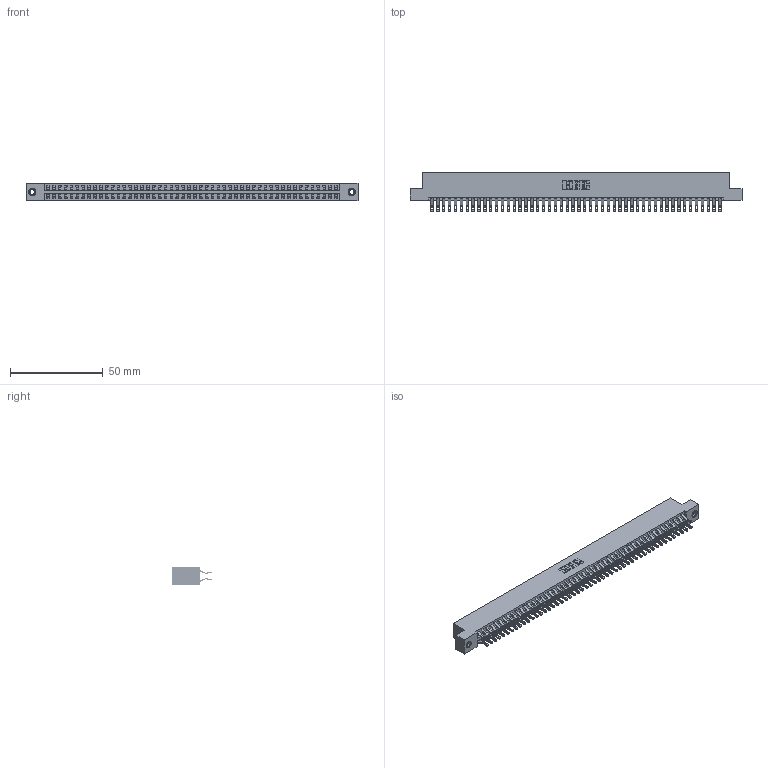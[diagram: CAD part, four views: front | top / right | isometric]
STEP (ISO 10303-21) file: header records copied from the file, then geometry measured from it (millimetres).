
FILE_DESCRIPTION (( 'STEP AP203' ), '1' );
FILE_NAME ('346-100-555-207.STEP', '2022-05-26T20:58:04', ( '' ), ( '' ), 'SwSTEP 2.0', 'SolidWorks 2020', '' );
FILE_SCHEMA (( 'CONFIG_CONTROL_DESIGN' ));
Length unit declared in the file: inch
Products named in the file (4): 345-250-001_345-250-005-103; 346 Part_Flush Mounting Lugs - 0.156 Dia-TI; 345-292-001_555 Tail; 346-100-555-207
Assembly tree (103 placements, depth 2):
  346-100-555-207
    346 Part_Flush Mounting Lugs - 0.156 Dia-TI
    345-292-001_555 Tail  x100
    345-250-001_345-250-005-103  x2
Bounding box: 179.32 x 21.46 x 9.4 mm (x, y, z)
Volume: 17825 mm3; surface area: 25695.1 mm2
Topology: 103 solids, 103 shells, 5982 faces, 18765 edges, 12502 vertices
Faces by surface type: plane 3408, cylinder 2558, cone 12, torus 4
Entity records: 33066 total; most frequent: CARTESIAN_POINT 5457, ORIENTED_EDGE 5354, DIRECTION 4855, EDGE_CURVE 2677, LINE 2305, VECTOR 2305, VERTEX_POINT 1780, AXIS2_PLACEMENT_3D 1275
